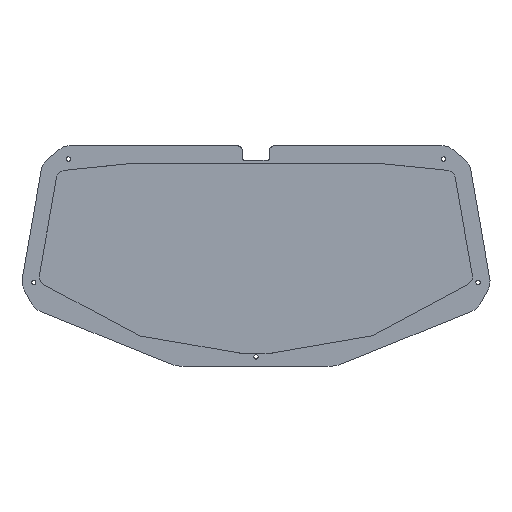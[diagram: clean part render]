
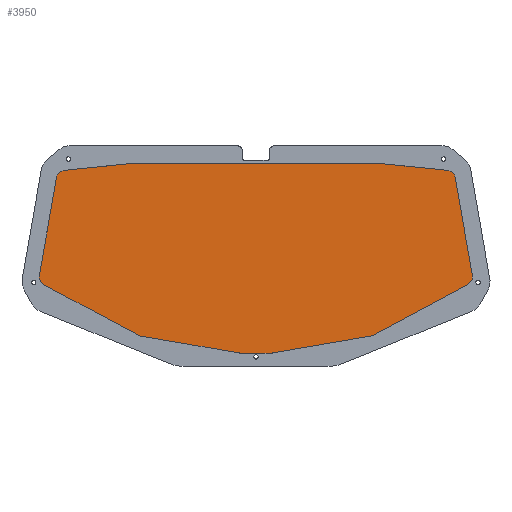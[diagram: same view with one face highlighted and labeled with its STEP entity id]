
A CAD part, top view. The second image highlights one B-rep face of the part: STEP entity #3950.
In plain terms, the highlighted planar face has unit normal (0, 0, 1).
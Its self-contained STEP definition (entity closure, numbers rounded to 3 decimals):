
#168=CIRCLE('',#4278,5.001);
#169=CIRCLE('',#4279,5.);
#170=CIRCLE('',#4280,5.);
#171=CIRCLE('',#4281,5.);
#172=CIRCLE('',#4282,5.001);
#173=CIRCLE('',#4283,5.);
#174=CIRCLE('',#4284,5.);
#175=CIRCLE('',#4285,5.);
#176=CIRCLE('',#4286,5.);
#177=CIRCLE('',#4287,5.);
#293=PLANE('',#4277);
#404=FACE_OUTER_BOUND('',#664,.T.);
#664=EDGE_LOOP('',(#2829,#2830,#2831,#2832,#2833,#2834,#2835,#2836,#2837,
#2838,#2839,#2840,#2841,#2842,#2843,#2844,#2845,#2846,#2847,#2848));
#1039=LINE('',#6075,#1399);
#1041=LINE('',#6081,#1401);
#1042=LINE('',#6085,#1402);
#1043=LINE('',#6089,#1403);
#1044=LINE('',#6093,#1404);
#1045=LINE('',#6097,#1405);
#1046=LINE('',#6101,#1406);
#1047=LINE('',#6105,#1407);
#1048=LINE('',#6109,#1408);
#1049=LINE('',#6113,#1409);
#1399=VECTOR('',#4831,10.);
#1401=VECTOR('',#4837,10.);
#1402=VECTOR('',#4840,10.);
#1403=VECTOR('',#4843,10.);
#1404=VECTOR('',#4846,10.);
#1405=VECTOR('',#4849,10.);
#1406=VECTOR('',#4852,10.);
#1407=VECTOR('',#4855,10.);
#1408=VECTOR('',#4858,10.);
#1409=VECTOR('',#4861,10.);
#1818=VERTEX_POINT('',#6072);
#1819=VERTEX_POINT('',#6074);
#1820=VERTEX_POINT('',#6078);
#1821=VERTEX_POINT('',#6080);
#1822=VERTEX_POINT('',#6082);
#1823=VERTEX_POINT('',#6084);
#1824=VERTEX_POINT('',#6086);
#1825=VERTEX_POINT('',#6088);
#1826=VERTEX_POINT('',#6090);
#1827=VERTEX_POINT('',#6092);
#1828=VERTEX_POINT('',#6094);
#1829=VERTEX_POINT('',#6096);
#1830=VERTEX_POINT('',#6098);
#1831=VERTEX_POINT('',#6100);
#1832=VERTEX_POINT('',#6102);
#1833=VERTEX_POINT('',#6104);
#1834=VERTEX_POINT('',#6106);
#1835=VERTEX_POINT('',#6108);
#1836=VERTEX_POINT('',#6110);
#1837=VERTEX_POINT('',#6112);
#2199=EDGE_CURVE('',#1818,#1819,#1039,.T.);
#2201=EDGE_CURVE('',#1820,#1818,#168,.T.);
#2202=EDGE_CURVE('',#1821,#1820,#1041,.T.);
#2203=EDGE_CURVE('',#1822,#1821,#169,.T.);
#2204=EDGE_CURVE('',#1823,#1822,#1042,.T.);
#2205=EDGE_CURVE('',#1824,#1823,#170,.T.);
#2206=EDGE_CURVE('',#1825,#1824,#1043,.T.);
#2207=EDGE_CURVE('',#1826,#1825,#171,.T.);
#2208=EDGE_CURVE('',#1827,#1826,#1044,.T.);
#2209=EDGE_CURVE('',#1828,#1827,#172,.T.);
#2210=EDGE_CURVE('',#1829,#1828,#1045,.T.);
#2211=EDGE_CURVE('',#1830,#1829,#173,.T.);
#2212=EDGE_CURVE('',#1831,#1830,#1046,.T.);
#2213=EDGE_CURVE('',#1832,#1831,#174,.T.);
#2214=EDGE_CURVE('',#1833,#1832,#1047,.T.);
#2215=EDGE_CURVE('',#1834,#1833,#175,.T.);
#2216=EDGE_CURVE('',#1835,#1834,#1048,.T.);
#2217=EDGE_CURVE('',#1836,#1835,#176,.T.);
#2218=EDGE_CURVE('',#1837,#1836,#1049,.T.);
#2219=EDGE_CURVE('',#1819,#1837,#177,.T.);
#2829=ORIENTED_EDGE('',*,*,#2199,.F.);
#2830=ORIENTED_EDGE('',*,*,#2201,.F.);
#2831=ORIENTED_EDGE('',*,*,#2202,.F.);
#2832=ORIENTED_EDGE('',*,*,#2203,.F.);
#2833=ORIENTED_EDGE('',*,*,#2204,.F.);
#2834=ORIENTED_EDGE('',*,*,#2205,.F.);
#2835=ORIENTED_EDGE('',*,*,#2206,.F.);
#2836=ORIENTED_EDGE('',*,*,#2207,.F.);
#2837=ORIENTED_EDGE('',*,*,#2208,.F.);
#2838=ORIENTED_EDGE('',*,*,#2209,.F.);
#2839=ORIENTED_EDGE('',*,*,#2210,.F.);
#2840=ORIENTED_EDGE('',*,*,#2211,.F.);
#2841=ORIENTED_EDGE('',*,*,#2212,.F.);
#2842=ORIENTED_EDGE('',*,*,#2213,.F.);
#2843=ORIENTED_EDGE('',*,*,#2214,.F.);
#2844=ORIENTED_EDGE('',*,*,#2215,.F.);
#2845=ORIENTED_EDGE('',*,*,#2216,.F.);
#2846=ORIENTED_EDGE('',*,*,#2217,.F.);
#2847=ORIENTED_EDGE('',*,*,#2218,.F.);
#2848=ORIENTED_EDGE('',*,*,#2219,.F.);
#3950=ADVANCED_FACE('',(#404),#293,.F.);
#4277=AXIS2_PLACEMENT_3D('',#6077,#4833,#4834);
#4278=AXIS2_PLACEMENT_3D('',#6079,#4835,#4836);
#4279=AXIS2_PLACEMENT_3D('',#6083,#4838,#4839);
#4280=AXIS2_PLACEMENT_3D('',#6087,#4841,#4842);
#4281=AXIS2_PLACEMENT_3D('',#6091,#4844,#4845);
#4282=AXIS2_PLACEMENT_3D('',#6095,#4847,#4848);
#4283=AXIS2_PLACEMENT_3D('',#6099,#4850,#4851);
#4284=AXIS2_PLACEMENT_3D('',#6103,#4853,#4854);
#4285=AXIS2_PLACEMENT_3D('',#6107,#4856,#4857);
#4286=AXIS2_PLACEMENT_3D('',#6111,#4859,#4860);
#4287=AXIS2_PLACEMENT_3D('',#6114,#4862,#4863);
#4831=DIRECTION('',(-1.,0.,0.));
#4833=DIRECTION('center_axis',(0.,0.,-1.));
#4834=DIRECTION('ref_axis',(-1.,0.,0.));
#4835=DIRECTION('center_axis',(0.,0.,-1.));
#4836=DIRECTION('ref_axis',(0.169,-0.986,0.));
#4837=DIRECTION('',(-0.986,-0.169,0.));
#4838=DIRECTION('center_axis',(0.,0.,-1.));
#4839=DIRECTION('ref_axis',(0.473,-0.881,0.));
#4840=DIRECTION('',(-0.881,-0.473,0.));
#4841=DIRECTION('center_axis',(0.,0.,-1.));
#4842=DIRECTION('ref_axis',(0.985,0.173,0.));
#4843=DIRECTION('',(0.173,-0.985,0.));
#4844=DIRECTION('center_axis',(0.,0.,-1.));
#4845=DIRECTION('ref_axis',(0.102,0.995,0.));
#4846=DIRECTION('',(0.995,-0.102,0.));
#4847=DIRECTION('center_axis',(0.,0.,-1.));
#4848=DIRECTION('ref_axis',(0.,1.,0.));
#4849=DIRECTION('',(1.,0.,0.));
#4850=DIRECTION('center_axis',(0.,0.,-1.));
#4851=DIRECTION('ref_axis',(-0.102,0.995,0.));
#4852=DIRECTION('',(0.995,0.102,0.));
#4853=DIRECTION('center_axis',(0.,0.,-1.));
#4854=DIRECTION('ref_axis',(-0.985,0.173,0.));
#4855=DIRECTION('',(0.173,0.985,0.));
#4856=DIRECTION('center_axis',(0.,0.,-1.));
#4857=DIRECTION('ref_axis',(-0.473,-0.881,0.));
#4858=DIRECTION('',(-0.881,0.473,0.));
#4859=DIRECTION('center_axis',(0.,0.,-1.));
#4860=DIRECTION('ref_axis',(-0.169,-0.986,0.));
#4861=DIRECTION('',(-0.986,0.169,0.));
#4862=DIRECTION('center_axis',(0.,0.,-1.));
#4863=DIRECTION('ref_axis',(0.,-1.,0.));
#6072=CARTESIAN_POINT('',(8.476,-52.8,-10.));
#6074=CARTESIAN_POINT('',(-8.476,-52.8,-10.));
#6075=CARTESIAN_POINT('',(8.476,-52.8,-10.));
#6077=CARTESIAN_POINT('Origin',(0.,0.,
-10.));
#6078=CARTESIAN_POINT('',(9.321,-52.728,-10.));
#6079=CARTESIAN_POINT('Origin',(8.476,-47.799,-10.));
#6080=CARTESIAN_POINT('',(64.151,-43.329,-10.));
#6081=CARTESIAN_POINT('',(64.151,-43.329,-10.));
#6082=CARTESIAN_POINT('',(65.669,-42.807,-10.));
#6083=CARTESIAN_POINT('Origin',(63.306,-38.401,-10.));
#6084=CARTESIAN_POINT('',(118.095,-14.694,-10.));
#6085=CARTESIAN_POINT('',(118.095,-14.694,-10.));
#6086=CARTESIAN_POINT('',(120.657,-9.423,-10.));
#6087=CARTESIAN_POINT('Origin',(115.732,-10.288,-10.));
#6088=CARTESIAN_POINT('',(111.106,44.942,-10.));
#6089=CARTESIAN_POINT('',(111.106,44.942,-10.));
#6090=CARTESIAN_POINT('',(106.689,49.051,-10.));
#6091=CARTESIAN_POINT('Origin',(106.182,44.077,-10.));
#6092=CARTESIAN_POINT('',(70.205,52.774,-10.));
#6093=CARTESIAN_POINT('',(70.205,52.774,-10.));
#6094=CARTESIAN_POINT('',(69.697,52.8,-10.));
#6095=CARTESIAN_POINT('Origin',(69.697,47.799,-10.));
#6096=CARTESIAN_POINT('',(-69.697,52.8,-10.));
#6097=CARTESIAN_POINT('',(-69.697,52.8,-10.));
#6098=CARTESIAN_POINT('',(-70.205,52.774,-10.));
#6099=CARTESIAN_POINT('Origin',(-69.697,47.8,-10.));
#6100=CARTESIAN_POINT('',(-106.689,49.051,-10.));
#6101=CARTESIAN_POINT('',(-106.689,49.051,-10.));
#6102=CARTESIAN_POINT('',(-111.106,44.942,-10.));
#6103=CARTESIAN_POINT('Origin',(-106.182,44.077,-10.));
#6104=CARTESIAN_POINT('',(-120.657,-9.423,-10.));
#6105=CARTESIAN_POINT('',(-120.657,-9.423,-10.));
#6106=CARTESIAN_POINT('',(-118.095,-14.694,-10.));
#6107=CARTESIAN_POINT('Origin',(-115.732,-10.288,-10.));
#6108=CARTESIAN_POINT('',(-65.669,-42.807,-10.));
#6109=CARTESIAN_POINT('',(-65.669,-42.807,-10.));
#6110=CARTESIAN_POINT('',(-64.151,-43.329,-10.));
#6111=CARTESIAN_POINT('Origin',(-63.306,-38.401,-10.));
#6112=CARTESIAN_POINT('',(-9.321,-52.728,-10.));
#6113=CARTESIAN_POINT('',(-9.321,-52.728,-10.));
#6114=CARTESIAN_POINT('Origin',(-8.476,-47.8,-10.));
